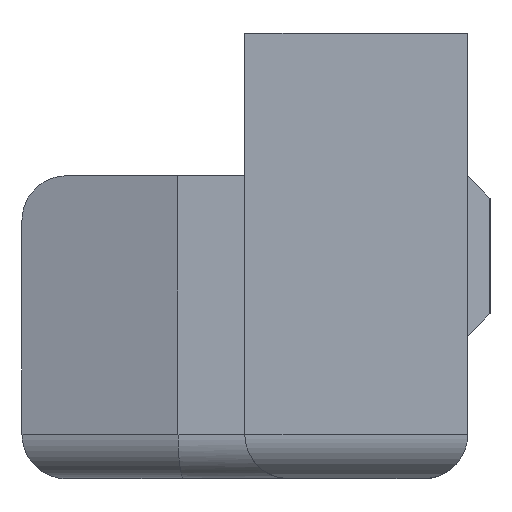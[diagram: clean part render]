
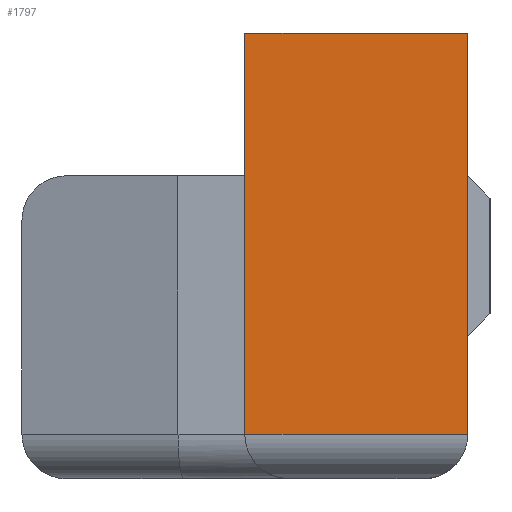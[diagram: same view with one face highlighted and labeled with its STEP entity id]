
A CAD part, left-side view. The second image highlights one B-rep face of the part: STEP entity #1797.
In plain terms, the highlighted planar face has unit normal (-1, 0, 0).
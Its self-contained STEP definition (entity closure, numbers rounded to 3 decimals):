
#213 = PLANE('',#214);
#214 = AXIS2_PLACEMENT_3D('',#215,#216,#217);
#215 = CARTESIAN_POINT('',(-100.,5.,10.));
#216 = DIRECTION('',(0.,1.,0.));
#217 = DIRECTION('',(1.,0.,0.));
#632 = VERTEX_POINT('',#633);
#633 = CARTESIAN_POINT('',(-100.,5.,-8.));
#654 = EDGE_CURVE('',#655,#632,#657,.T.);
#655 = VERTEX_POINT('',#656);
#656 = CARTESIAN_POINT('',(-100.,5.,10.));
#657 = SURFACE_CURVE('',#658,(#662,#669),.PCURVE_S1.);
#658 = LINE('',#659,#660);
#659 = CARTESIAN_POINT('',(-100.,5.,10.));
#660 = VECTOR('',#661,1.);
#661 = DIRECTION('',(0.,0.,-1.));
#662 = PCURVE('',#213,#663);
#663 = DEFINITIONAL_REPRESENTATION('',(#664),#668);
#664 = LINE('',#665,#666);
#665 = CARTESIAN_POINT('',(0.,0.));
#666 = VECTOR('',#667,1.);
#667 = DIRECTION('',(0.,1.));
#668 = ( GEOMETRIC_REPRESENTATION_CONTEXT(2) 
PARAMETRIC_REPRESENTATION_CONTEXT() REPRESENTATION_CONTEXT('2D SPACE',''
  ) );
#669 = PCURVE('',#670,#675);
#670 = PLANE('',#671);
#671 = AXIS2_PLACEMENT_3D('',#672,#673,#674);
#672 = CARTESIAN_POINT('',(-100.,-5.,10.));
#673 = DIRECTION('',(1.,0.,0.));
#674 = DIRECTION('',(0.,1.,0.));
#675 = DEFINITIONAL_REPRESENTATION('',(#676),#680);
#676 = LINE('',#677,#678);
#677 = CARTESIAN_POINT('',(10.,0.));
#678 = VECTOR('',#679,1.);
#679 = DIRECTION('',(0.,-1.));
#680 = ( GEOMETRIC_REPRESENTATION_CONTEXT(2) 
PARAMETRIC_REPRESENTATION_CONTEXT() REPRESENTATION_CONTEXT('2D SPACE',''
  ) );
#698 = PLANE('',#699);
#699 = AXIS2_PLACEMENT_3D('',#700,#701,#702);
#700 = CARTESIAN_POINT('',(-100.,-5.,10.));
#701 = DIRECTION('',(0.,0.,-1.));
#702 = DIRECTION('',(0.,1.,0.));
#1478 = CYLINDRICAL_SURFACE('',#1479,2.);
#1479 = AXIS2_PLACEMENT_3D('',#1480,#1481,#1482);
#1480 = CARTESIAN_POINT('',(-98.,-5.,-8.));
#1481 = DIRECTION('',(0.,1.,0.));
#1482 = DIRECTION('',(0.,0.,-1.));
#1797 = ADVANCED_FACE('',(#1798),#670,.F.);
#1798 = FACE_BOUND('',#1799,.F.);
#1799 = EDGE_LOOP('',(#1800,#1801,#1824,#1852));
#1800 = ORIENTED_EDGE('',*,*,#654,.F.);
#1801 = ORIENTED_EDGE('',*,*,#1802,.F.);
#1802 = EDGE_CURVE('',#1803,#655,#1805,.T.);
#1803 = VERTEX_POINT('',#1804);
#1804 = CARTESIAN_POINT('',(-100.,-5.,10.));
#1805 = SURFACE_CURVE('',#1806,(#1810,#1817),.PCURVE_S1.);
#1806 = LINE('',#1807,#1808);
#1807 = CARTESIAN_POINT('',(-100.,-5.,10.));
#1808 = VECTOR('',#1809,1.);
#1809 = DIRECTION('',(0.,1.,0.));
#1810 = PCURVE('',#670,#1811);
#1811 = DEFINITIONAL_REPRESENTATION('',(#1812),#1816);
#1812 = LINE('',#1813,#1814);
#1813 = CARTESIAN_POINT('',(0.,0.));
#1814 = VECTOR('',#1815,1.);
#1815 = DIRECTION('',(1.,0.));
#1816 = ( GEOMETRIC_REPRESENTATION_CONTEXT(2) 
PARAMETRIC_REPRESENTATION_CONTEXT() REPRESENTATION_CONTEXT('2D SPACE',''
  ) );
#1817 = PCURVE('',#698,#1818);
#1818 = DEFINITIONAL_REPRESENTATION('',(#1819),#1823);
#1819 = LINE('',#1820,#1821);
#1820 = CARTESIAN_POINT('',(0.,0.));
#1821 = VECTOR('',#1822,1.);
#1822 = DIRECTION('',(1.,0.));
#1823 = ( GEOMETRIC_REPRESENTATION_CONTEXT(2) 
PARAMETRIC_REPRESENTATION_CONTEXT() REPRESENTATION_CONTEXT('2D SPACE',''
  ) );
#1824 = ORIENTED_EDGE('',*,*,#1825,.T.);
#1825 = EDGE_CURVE('',#1803,#1826,#1828,.T.);
#1826 = VERTEX_POINT('',#1827);
#1827 = CARTESIAN_POINT('',(-100.,-5.,-8.));
#1828 = SURFACE_CURVE('',#1829,(#1833,#1840),.PCURVE_S1.);
#1829 = LINE('',#1830,#1831);
#1830 = CARTESIAN_POINT('',(-100.,-5.,10.));
#1831 = VECTOR('',#1832,1.);
#1832 = DIRECTION('',(0.,0.,-1.));
#1833 = PCURVE('',#670,#1834);
#1834 = DEFINITIONAL_REPRESENTATION('',(#1835),#1839);
#1835 = LINE('',#1836,#1837);
#1836 = CARTESIAN_POINT('',(0.,0.));
#1837 = VECTOR('',#1838,1.);
#1838 = DIRECTION('',(0.,-1.));
#1839 = ( GEOMETRIC_REPRESENTATION_CONTEXT(2) 
PARAMETRIC_REPRESENTATION_CONTEXT() REPRESENTATION_CONTEXT('2D SPACE',''
  ) );
#1840 = PCURVE('',#1841,#1846);
#1841 = PLANE('',#1842);
#1842 = AXIS2_PLACEMENT_3D('',#1843,#1844,#1845);
#1843 = CARTESIAN_POINT('',(-100.,-5.,10.));
#1844 = DIRECTION('',(0.,1.,0.));
#1845 = DIRECTION('',(1.,0.,0.));
#1846 = DEFINITIONAL_REPRESENTATION('',(#1847),#1851);
#1847 = LINE('',#1848,#1849);
#1848 = CARTESIAN_POINT('',(0.,0.));
#1849 = VECTOR('',#1850,1.);
#1850 = DIRECTION('',(0.,1.));
#1851 = ( GEOMETRIC_REPRESENTATION_CONTEXT(2) 
PARAMETRIC_REPRESENTATION_CONTEXT() REPRESENTATION_CONTEXT('2D SPACE',''
  ) );
#1852 = ORIENTED_EDGE('',*,*,#1853,.T.);
#1853 = EDGE_CURVE('',#1826,#632,#1854,.T.);
#1854 = SURFACE_CURVE('',#1855,(#1859,#1866),.PCURVE_S1.);
#1855 = LINE('',#1856,#1857);
#1856 = CARTESIAN_POINT('',(-100.,-5.,-8.));
#1857 = VECTOR('',#1858,1.);
#1858 = DIRECTION('',(0.,1.,0.));
#1859 = PCURVE('',#670,#1860);
#1860 = DEFINITIONAL_REPRESENTATION('',(#1861),#1865);
#1861 = LINE('',#1862,#1863);
#1862 = CARTESIAN_POINT('',(0.,-18.));
#1863 = VECTOR('',#1864,1.);
#1864 = DIRECTION('',(1.,0.));
#1865 = ( GEOMETRIC_REPRESENTATION_CONTEXT(2) 
PARAMETRIC_REPRESENTATION_CONTEXT() REPRESENTATION_CONTEXT('2D SPACE',''
  ) );
#1866 = PCURVE('',#1478,#1867);
#1867 = DEFINITIONAL_REPRESENTATION('',(#1868),#1872);
#1868 = LINE('',#1869,#1870);
#1869 = CARTESIAN_POINT('',(1.571,0.));
#1870 = VECTOR('',#1871,1.);
#1871 = DIRECTION('',(0.,1.));
#1872 = ( GEOMETRIC_REPRESENTATION_CONTEXT(2) 
PARAMETRIC_REPRESENTATION_CONTEXT() REPRESENTATION_CONTEXT('2D SPACE',''
  ) );
